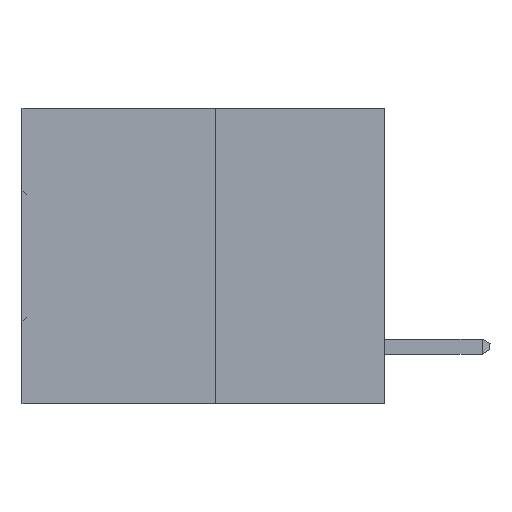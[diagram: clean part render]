
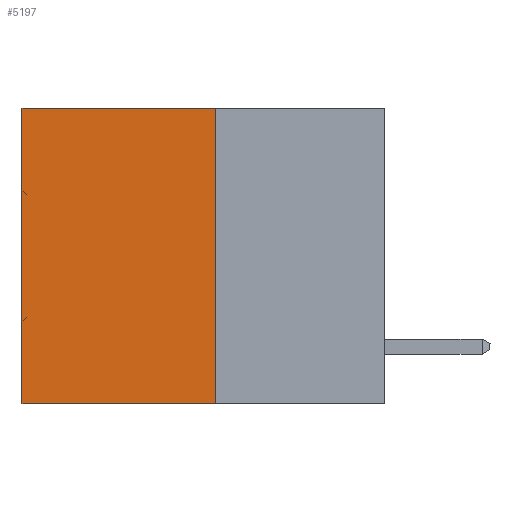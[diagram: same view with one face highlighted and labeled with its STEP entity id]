
A CAD part, left-side view. The second image highlights one B-rep face of the part: STEP entity #5197.
In plain terms, the highlighted planar face has unit normal (-1, 0, 0).
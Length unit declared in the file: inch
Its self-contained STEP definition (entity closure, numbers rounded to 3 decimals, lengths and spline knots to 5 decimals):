
#198 = VERTEX_POINT ( 'NONE', #2236 ) ;
#1028 = ORIENTED_EDGE ( 'NONE', *, *, #26261, .T. ) ;
#2236 = CARTESIAN_POINT ( 'NONE',  ( 0.3165, 0.6, -0.49 ) ) ;
#3768 = CARTESIAN_POINT ( 'NONE',  ( 0.3165, 0.6, -0.49 ) ) ;
#4045 = LINE ( 'NONE', #3768, #31796 ) ;
#5197 = ADVANCED_FACE ( 'NONE', ( #34273 ), #20620, .F. ) ;
#5319 = CARTESIAN_POINT ( 'NONE',  ( 0.3165, 0.28, -0.49 ) ) ;
#5365 = VECTOR ( 'NONE', #16657, 39.37008 ) ;
#6238 = DIRECTION ( 'NONE',  ( 0., 0., -1. ) ) ;
#7237 = CARTESIAN_POINT ( 'NONE',  ( 0.3165, 0.28, -0.49 ) ) ;
#9111 = ORIENTED_EDGE ( 'NONE', *, *, #11276, .T. ) ;
#9335 = CARTESIAN_POINT ( 'NONE',  ( 0.3165, 0.28, -0.49 ) ) ;
#10539 = VECTOR ( 'NONE', #15927, 39.37008 ) ;
#11030 = VERTEX_POINT ( 'NONE', #9335 ) ;
#11065 = DIRECTION ( 'NONE',  ( 0., 0., -1. ) ) ;
#11276 = EDGE_CURVE ( 'NONE', #27994, #16492, #31585, .T. ) ;
#12854 = AXIS2_PLACEMENT_3D ( 'NONE', #7237, #15455, #28707 ) ;
#13596 = EDGE_LOOP ( 'NONE', ( #1028, #29707, #27611, #9111 ) ) ;
#14886 = VECTOR ( 'NONE', #11065, 39.37008 ) ;
#15051 = LINE ( 'NONE', #18662, #5365 ) ;
#15455 = DIRECTION ( 'NONE',  ( 1., 0., 0. ) ) ;
#15927 = DIRECTION ( 'NONE',  ( 0., 1., 0. ) ) ;
#16492 = VERTEX_POINT ( 'NONE', #31897 ) ;
#16657 = DIRECTION ( 'NONE',  ( 0., 1., 0. ) ) ;
#18662 = CARTESIAN_POINT ( 'NONE',  ( 0.3165, 0.28, -0.49 ) ) ;
#20620 = PLANE ( 'NONE',  #12854 ) ;
#21271 = EDGE_CURVE ( 'NONE', #11030, #198, #15051, .T. ) ;
#22115 = EDGE_CURVE ( 'NONE', #27994, #11030, #24112, .T. ) ;
#24112 = LINE ( 'NONE', #5319, #14886 ) ;
#26261 = EDGE_CURVE ( 'NONE', #16492, #198, #4045, .T. ) ;
#27611 = ORIENTED_EDGE ( 'NONE', *, *, #22115, .F. ) ;
#27651 = CARTESIAN_POINT ( 'NONE',  ( 0.3165, 0.28, 0. ) ) ;
#27994 = VERTEX_POINT ( 'NONE', #27651 ) ;
#28707 = DIRECTION ( 'NONE',  ( 0., 0., -1. ) ) ;
#29414 = CARTESIAN_POINT ( 'NONE',  ( 0.3165, 0.28, 0. ) ) ;
#29707 = ORIENTED_EDGE ( 'NONE', *, *, #21271, .F. ) ;
#31585 = LINE ( 'NONE', #29414, #10539 ) ;
#31796 = VECTOR ( 'NONE', #6238, 39.37008 ) ;
#31897 = CARTESIAN_POINT ( 'NONE',  ( 0.3165, 0.6, 0. ) ) ;
#34273 = FACE_OUTER_BOUND ( 'NONE', #13596, .T. ) ;
